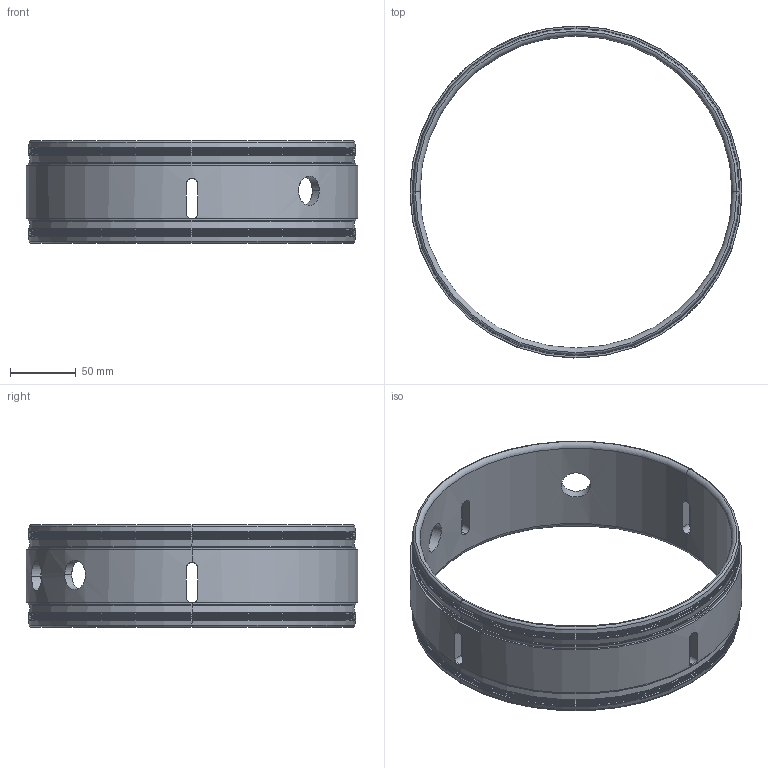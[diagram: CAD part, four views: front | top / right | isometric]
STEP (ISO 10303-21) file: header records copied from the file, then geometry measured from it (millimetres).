
FILE_DESCRIPTION (( 'STEP AP214' ), '1' );
FILE_NAME ('4681.STEP', '2020-04-09T14:31:39', ( '.' ), ( '.' ), 'SwSTEP 2.0', 'SolidWorks 2001039', '' );
FILE_SCHEMA (( 'AUTOMOTIVE_DESIGN' ));
Length unit declared in the file: millimetre
Products named in the file (1): 2
Bounding box: 252 x 252 x 77.78 mm (x, y, z)
Volume: 356803 mm3; surface area: 131107.2 mm2
Topology: 1 solids, 1 shells, 167 faces, 398 edges, 228 vertices
Faces by surface type: torus 72, cylinder 40, cone 32, plane 23
Entity records: 6109 total; most frequent: CARTESIAN_POINT 2090, DIRECTION 906, ORIENTED_EDGE 796, EDGE_CURVE 398, AXIS2_PLACEMENT_3D 396, VERTEX_POINT 228, CIRCLE 228, EDGE_LOOP 180
